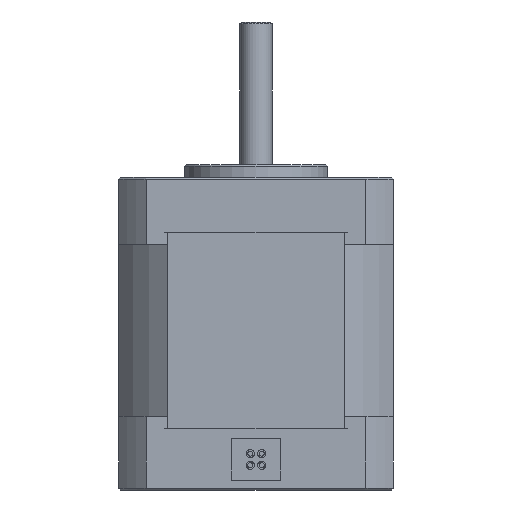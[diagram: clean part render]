
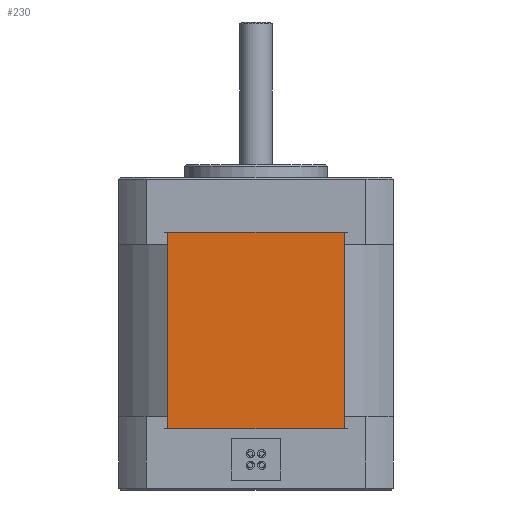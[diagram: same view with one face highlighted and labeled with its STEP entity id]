
A CAD part, front view. The second image highlights one B-rep face of the part: STEP entity #230.
In plain terms, the highlighted planar face has unit normal (0, -1, 0).
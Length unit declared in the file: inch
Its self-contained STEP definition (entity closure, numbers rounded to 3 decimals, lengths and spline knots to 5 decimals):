
#55 = VERTEX_POINT ( 'NONE', #2256 ) ;
#225 = ORIENTED_EDGE ( 'NONE', *, *, #10449, .F. ) ;
#227 = ORIENTED_EDGE ( 'NONE', *, *, #347, .T. ) ;
#230 = ADVANCED_FACE ( 'NONE', ( #2829 ), #2826, .F. ) ;
#231 = ORIENTED_EDGE ( 'NONE', *, *, #10622, .T. ) ;
#232 = EDGE_CURVE ( 'NONE', #10450, #55, #2818, .T. ) ;
#233 = ORIENTED_EDGE ( 'NONE', *, *, #232, .F. ) ;
#347 = EDGE_CURVE ( 'NONE', #10447, #10605, #3293, .T. ) ;
#362 = EDGE_LOOP ( 'NONE', ( #231, #233, #225, #227 ) ) ;
#2256 = CARTESIAN_POINT ( 'NONE',  ( -0.53473, -0.829, -0.33 ) ) ;
#2818 = LINE ( 'NONE', #2849, #2848 ) ;
#2826 = PLANE ( 'NONE',  #2828 ) ;
#2828 = AXIS2_PLACEMENT_3D ( 'NONE', #2854, #2852, #2851 ) ;
#2829 = FACE_OUTER_BOUND ( 'NONE', #362, .T. ) ;
#2847 = DIRECTION ( 'NONE',  ( 0., 0., 1. ) ) ;
#2848 = VECTOR ( 'NONE', #2847, 39.37008 ) ;
#2849 = CARTESIAN_POINT ( 'NONE',  ( -0.53473, -0.829, -1.52 ) ) ;
#2851 = DIRECTION ( 'NONE',  ( -1., 0., 0. ) ) ;
#2852 = DIRECTION ( 'NONE',  ( 0., 1., 0. ) ) ;
#2854 = CARTESIAN_POINT ( 'NONE',  ( 0.53473, -0.829, -1.52 ) ) ;
#3292 = CARTESIAN_POINT ( 'NONE',  ( 0.53473, -0.829, -1.52 ) ) ;
#3293 = LINE ( 'NONE', #3292, #3295 ) ;
#3295 = VECTOR ( 'NONE', #3300, 39.37008 ) ;
#3300 = DIRECTION ( 'NONE',  ( 0., 0., 1. ) ) ;
#9836 = CARTESIAN_POINT ( 'NONE',  ( -0.53473, -0.829, -1.52 ) ) ;
#9838 = DIRECTION ( 'NONE',  ( -1., 0., 0. ) ) ;
#9839 = CARTESIAN_POINT ( 'NONE',  ( 0.53473, -0.829, -1.52 ) ) ;
#9843 = LINE ( 'NONE', #9839, #9897 ) ;
#9848 = CARTESIAN_POINT ( 'NONE',  ( 0.53473, -0.829, -1.52 ) ) ;
#9897 = VECTOR ( 'NONE', #9838, 39.37008 ) ;
#10239 = CARTESIAN_POINT ( 'NONE',  ( 0.53473, -0.829, -0.33 ) ) ;
#10269 = DIRECTION ( 'NONE',  ( -1., 0., 0. ) ) ;
#10270 = VECTOR ( 'NONE', #10269, 39.37008 ) ;
#10284 = CARTESIAN_POINT ( 'NONE',  ( 0.53473, -0.829, -0.33 ) ) ;
#10285 = LINE ( 'NONE', #10284, #10270 ) ;
#10447 = VERTEX_POINT ( 'NONE', #9848 ) ;
#10449 = EDGE_CURVE ( 'NONE', #10447, #10450, #9843, .T. ) ;
#10450 = VERTEX_POINT ( 'NONE', #9836 ) ;
#10605 = VERTEX_POINT ( 'NONE', #10239 ) ;
#10622 = EDGE_CURVE ( 'NONE', #10605, #55, #10285, .T. ) ;
